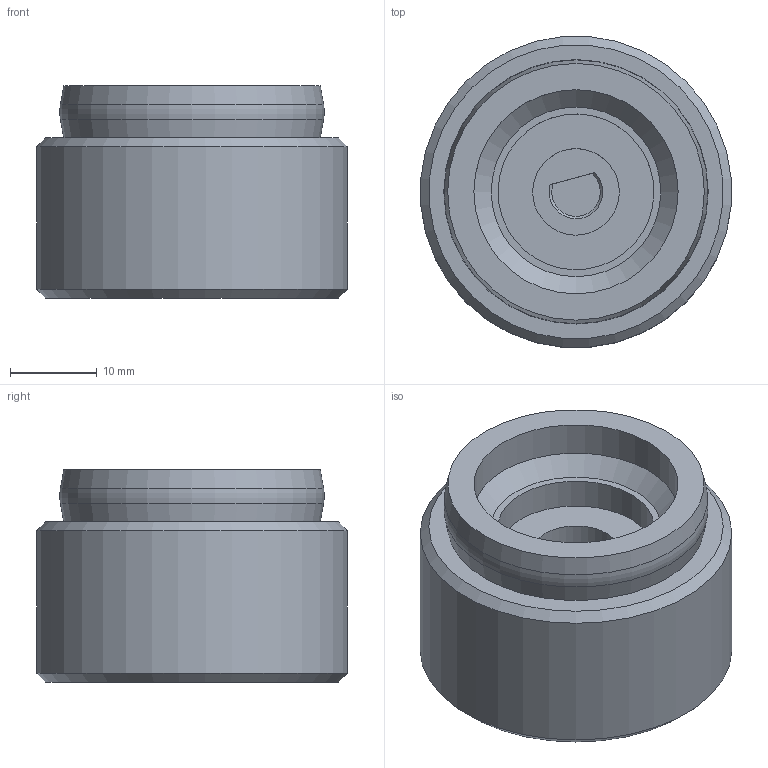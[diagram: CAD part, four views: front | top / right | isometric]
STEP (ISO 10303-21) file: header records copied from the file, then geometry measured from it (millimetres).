
FILE_DESCRIPTION(/* description */ (''),/* implementation_level */ '2;1');
FILE_NAME(/* name */ 'OSSM - Remote Reimagined - Speed Knob.step',/* time_stamp */ '2024-09-09T16:56:42-04:00',/* author */ (''),/* organization */ (''),/* preprocessor_version */ 'ST-DEVELOPER v20',/* originating_system */ 'Autodesk Translation Framework v13.14.0.145',/* authorisation */ '');
FILE_SCHEMA (('AUTOMOTIVE_DESIGN { 1 0 10303 214 3 1 1 }'));
Length unit declared in the file: millimetre
Products named in the file (1): OSSM - Remote Reimagined - Speed Knob
Bounding box: 35.86 x 35.86 x 24.5 mm (x, y, z)
Volume: 19180.9 mm3; surface area: 5363.3 mm2
Topology: 1 solids, 1 shells, 20 faces, 35 edges, 22 vertices
Faces by surface type: plane 8, cone 6, cylinder 5, torus 1
Full cylindrical faces by diameter (mm): 10 x1, 18 x1, 23.589 x1, 36 x1
Entity records: 525 total; most frequent: DIRECTION 95, CARTESIAN_POINT 82, ORIENTED_EDGE 70, AXIS2_PLACEMENT_3D 41, EDGE_CURVE 35, EDGE_LOOP 25, VERTEX_POINT 22, FACE_OUTER_BOUND 20
